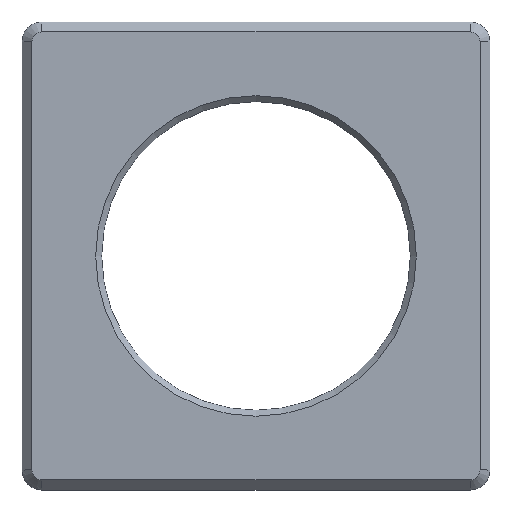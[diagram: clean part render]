
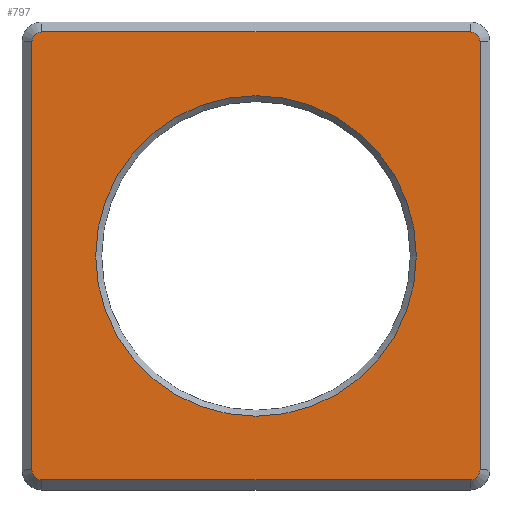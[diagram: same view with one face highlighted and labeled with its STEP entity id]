
A CAD part, top view. The second image highlights one B-rep face of the part: STEP entity #797.
In plain terms, the highlighted planar face has unit normal (0, 0, 1).
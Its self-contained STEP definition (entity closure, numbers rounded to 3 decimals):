
#28=CIRCLE('',#864,16.1);
#30=CIRCLE('',#867,1.);
#31=CIRCLE('',#868,1.);
#32=CIRCLE('',#869,1.);
#33=CIRCLE('',#870,1.);
#40=FACE_BOUND('',#106,.T.);
#54=FACE_OUTER_BOUND('',#105,.T.);
#105=EDGE_LOOP('',(#571,#572,#573,#574,#575,#576,#577,#578));
#106=EDGE_LOOP('',(#579));
#178=LINE('',#1209,#275);
#179=LINE('',#1213,#276);
#180=LINE('',#1217,#277);
#181=LINE('',#1221,#278);
#275=VECTOR('',#973,10.);
#276=VECTOR('',#976,10.);
#277=VECTOR('',#979,10.);
#278=VECTOR('',#982,10.);
#369=VERTEX_POINT('',#1201);
#371=VERTEX_POINT('',#1207);
#372=VERTEX_POINT('',#1208);
#373=VERTEX_POINT('',#1210);
#374=VERTEX_POINT('',#1212);
#375=VERTEX_POINT('',#1214);
#376=VERTEX_POINT('',#1216);
#377=VERTEX_POINT('',#1218);
#378=VERTEX_POINT('',#1220);
#445=EDGE_CURVE('',#369,#369,#28,.T.);
#448=EDGE_CURVE('',#371,#372,#178,.T.);
#449=EDGE_CURVE('',#373,#371,#30,.T.);
#450=EDGE_CURVE('',#374,#373,#179,.T.);
#451=EDGE_CURVE('',#375,#374,#31,.T.);
#452=EDGE_CURVE('',#376,#375,#180,.T.);
#453=EDGE_CURVE('',#377,#376,#32,.T.);
#454=EDGE_CURVE('',#378,#377,#181,.T.);
#455=EDGE_CURVE('',#372,#378,#33,.T.);
#571=ORIENTED_EDGE('',*,*,#448,.F.);
#572=ORIENTED_EDGE('',*,*,#449,.F.);
#573=ORIENTED_EDGE('',*,*,#450,.F.);
#574=ORIENTED_EDGE('',*,*,#451,.F.);
#575=ORIENTED_EDGE('',*,*,#452,.F.);
#576=ORIENTED_EDGE('',*,*,#453,.F.);
#577=ORIENTED_EDGE('',*,*,#454,.F.);
#578=ORIENTED_EDGE('',*,*,#455,.F.);
#579=ORIENTED_EDGE('',*,*,#445,.F.);
#756=PLANE('',#866);
#797=ADVANCED_FACE('',(#54,#40),#756,.T.);
#864=AXIS2_PLACEMENT_3D('',#1202,#966,#967);
#866=AXIS2_PLACEMENT_3D('',#1206,#971,#972);
#867=AXIS2_PLACEMENT_3D('',#1211,#974,#975);
#868=AXIS2_PLACEMENT_3D('',#1215,#977,#978);
#869=AXIS2_PLACEMENT_3D('',#1219,#980,#981);
#870=AXIS2_PLACEMENT_3D('',#1222,#983,#984);
#966=DIRECTION('center_axis',(0.,0.,1.));
#967=DIRECTION('ref_axis',(1.,0.,0.));
#971=DIRECTION('center_axis',(0.,0.,1.));
#972=DIRECTION('ref_axis',(1.,0.,0.));
#973=DIRECTION('',(0.,1.,0.));
#974=DIRECTION('center_axis',(0.,0.,-1.));
#975=DIRECTION('ref_axis',(-0.707,-0.707,0.));
#976=DIRECTION('',(-1.,0.,0.));
#977=DIRECTION('center_axis',(0.,0.,-1.));
#978=DIRECTION('ref_axis',(0.707,-0.707,0.));
#979=DIRECTION('',(0.,-1.,0.));
#980=DIRECTION('center_axis',(0.,0.,-1.));
#981=DIRECTION('ref_axis',(0.707,0.707,0.));
#982=DIRECTION('',(1.,0.,0.));
#983=DIRECTION('center_axis',(0.,0.,-1.));
#984=DIRECTION('ref_axis',(-0.707,0.707,0.));
#1201=CARTESIAN_POINT('',(-16.1,0.,2.05));
#1202=CARTESIAN_POINT('Origin',(0.,0.,2.05));
#1206=CARTESIAN_POINT('Origin',(0.,0.,
2.05));
#1207=CARTESIAN_POINT('',(-22.5,-21.5,2.05));
#1208=CARTESIAN_POINT('',(-22.5,21.5,2.05));
#1209=CARTESIAN_POINT('',(-22.5,-11.75,2.05));
#1210=CARTESIAN_POINT('',(-21.5,-22.5,2.05));
#1211=CARTESIAN_POINT('Origin',(-21.5,-21.5,2.05));
#1212=CARTESIAN_POINT('',(21.5,-22.5,2.05));
#1213=CARTESIAN_POINT('',(11.75,-22.5,2.05));
#1214=CARTESIAN_POINT('',(22.5,-21.5,2.05));
#1215=CARTESIAN_POINT('Origin',(21.5,-21.5,2.05));
#1216=CARTESIAN_POINT('',(22.5,21.5,2.05));
#1217=CARTESIAN_POINT('',(22.5,11.75,2.05));
#1218=CARTESIAN_POINT('',(21.5,22.5,2.05));
#1219=CARTESIAN_POINT('Origin',(21.5,21.5,2.05));
#1220=CARTESIAN_POINT('',(-21.5,22.5,2.05));
#1221=CARTESIAN_POINT('',(-11.75,22.5,2.05));
#1222=CARTESIAN_POINT('Origin',(-21.5,21.5,2.05));
